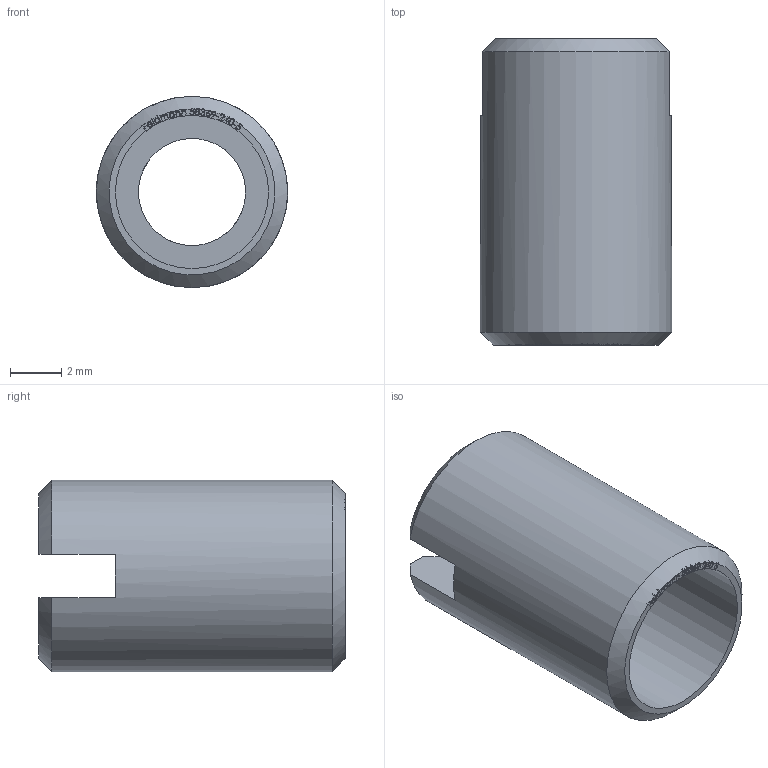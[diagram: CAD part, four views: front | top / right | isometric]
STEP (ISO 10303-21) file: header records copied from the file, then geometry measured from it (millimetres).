
FILE_DESCRIPTION (( 'STEP AP203' ), '1' );
FILE_NAME ('58369-240-5.STEP', '2023-01-27T10:13:22', ( '' ), ( '' ), 'SwSTEP 2.0', 'SolidWorks 2018', '' );
FILE_SCHEMA (( 'CONFIG_CONTROL_DESIGN' ));
Length unit declared in the file: millimetre
Products named in the file (1): 58369-240-5
Bounding box: 7.5 x 12 x 7.5 mm (x, y, z)
Volume: 268.1 mm3; surface area: 515 mm2
Topology: 1 solids, 1 shells, 282 faces, 791 edges, 527 vertices
Faces by surface type: plane 140, bspline 128, cone 11, cylinder 3
Full cylindrical faces by diameter (mm): 4.2 x1, 6 x1, 7.5 x1
Entity records: 15980 total; most frequent: CARTESIAN_POINT 9650, ORIENTED_EDGE 1562, DIRECTION 811, EDGE_CURVE 781, VERTEX_POINT 522, VECTOR 437, LINE 437, B_SPLINE_CURVE_WITH_KNOTS 311
